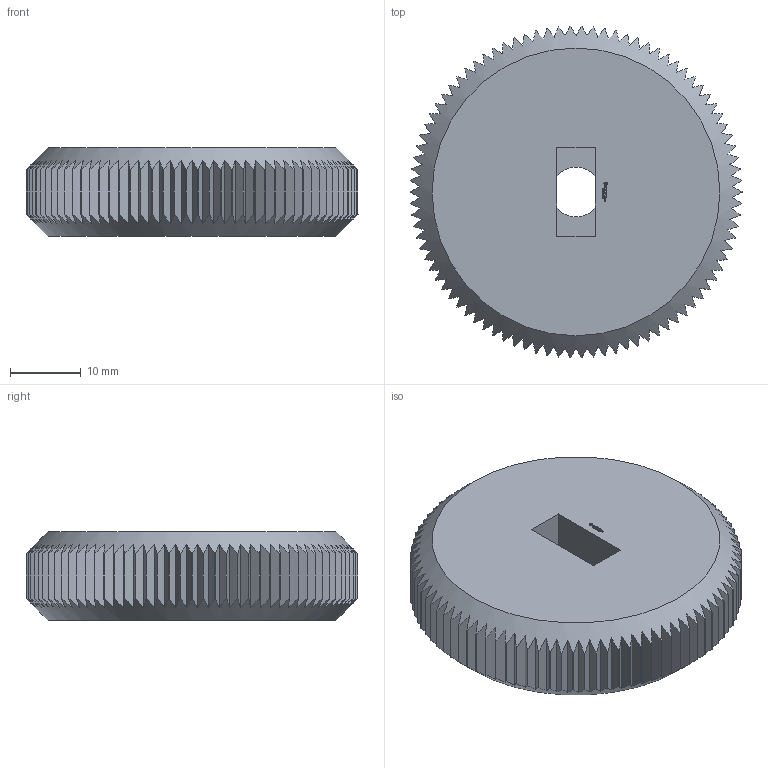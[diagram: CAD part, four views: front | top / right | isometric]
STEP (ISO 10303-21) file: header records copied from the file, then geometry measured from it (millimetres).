
FILE_DESCRIPTION(('FreeCAD Model'),'2;1');
FILE_NAME('Open CASCADE Shape Model','2024-01-03T18:24:29',(''),(''), 'Open CASCADE STEP processor 7.6','FreeCAD','Unknown');
FILE_SCHEMA(('AUTOMOTIVE_DESIGN { 1 0 10303 214 1 1 1 1 }'));
Products named in the file (1): Knob KNR BVD SCR ISR BU01.00x03.75 - SPN-KNB-0010 (stemfie.org)
Bounding box: 46.88 x 46.85 x 12.5 mm (x, y, z)
Volume: 18758.9 mm3; surface area: 6058.5 mm2
Topology: 1 solids, 1 shells, 749 faces, 2136 edges, 1422 vertices
Faces by surface type: plane 501, extrusion 152, cylinder 92, cone 4
Entity records: 53610 total; most frequent: CARTESIAN_POINT 11932, DIRECTION 7334, VECTOR 4666, LINE 4514, ORIENTED_EDGE 4272, PCURVE 4272, DEFINITIONAL_REPRESENTATION 4272, EDGE_CURVE 2136
